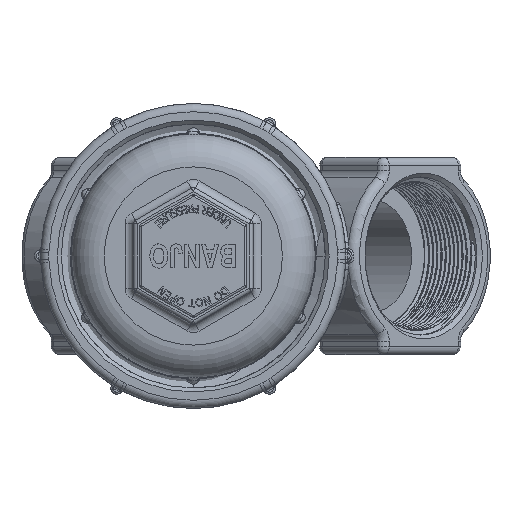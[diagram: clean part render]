
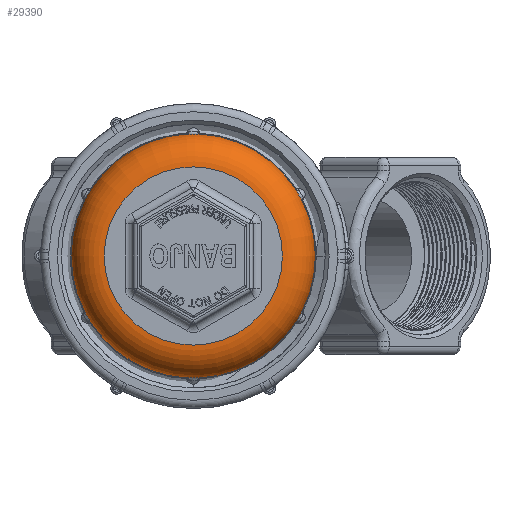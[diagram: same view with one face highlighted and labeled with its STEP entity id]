
A CAD part, front view. The second image highlights one B-rep face of the part: STEP entity #29390.
In plain terms, the highlighted toroidal (fillet/blend) face has major radius 34.319 mm and minor radius 12.7 mm.
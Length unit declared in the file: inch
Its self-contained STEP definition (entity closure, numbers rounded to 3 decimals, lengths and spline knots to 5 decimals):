
#245=TOROIDAL_SURFACE('',#32082,1.35115,0.5);
#2956=FACE_OUTER_BOUND('',#4724,.T.);
#4724=EDGE_LOOP('',(#23159,#23160,#23161,#23162,#23163,#23164,#23165,#23166,
#23167,#23168,#23169,#23170,#23171,#23172,#23173,#23174,#23175,#23176));
#6199=CIRCLE('',#31804,1.85115);
#6200=CIRCLE('',#31805,1.85115);
#6201=CIRCLE('',#31806,1.85115);
#6202=CIRCLE('',#31807,1.85115);
#6203=CIRCLE('',#31808,1.85115);
#6204=CIRCLE('',#31809,1.85115);
#6205=CIRCLE('',#31810,1.85115);
#6235=CIRCLE('',#31860,1.35115);
#6236=CIRCLE('',#31861,1.35115);
#6356=CIRCLE('',#32083,0.5);
#6996=B_SPLINE_CURVE_WITH_KNOTS('',3,(#57048,#57049,#57050,#57051,#57052,
#57053),.UNSPECIFIED.,.F.,.F.,(4,1,1,4),(-0.63023,-0.45016,
-0.2701,0.),.UNSPECIFIED.);
#6999=B_SPLINE_CURVE_WITH_KNOTS('',3,(#57103,#57104,#57105,#57106,#57107,
#57108),.UNSPECIFIED.,.F.,.F.,(4,1,1,4),(-0.63023,-0.45016,
-0.2701,0.),.UNSPECIFIED.);
#7000=B_SPLINE_CURVE_WITH_KNOTS('',3,(#57110,#57111,#57112,#57113,#57114),
 .UNSPECIFIED.,.F.,.F.,(4,1,4),(-2.66043,-2.6155,-2.3454),
 .UNSPECIFIED.);
#7001=B_SPLINE_CURVE_WITH_KNOTS('',3,(#57116,#57117,#57118,#57119,#57120),
 .UNSPECIFIED.,.F.,.F.,(4,1,4),(-2.97563,-2.79557,-2.66043),
 .UNSPECIFIED.);
#7002=B_SPLINE_CURVE_WITH_KNOTS('',3,(#57121,#57122,#57123,#57124,#57125,
#57126),.UNSPECIFIED.,.F.,.F.,(4,1,1,4),(-2.97563,-2.79557,
-2.6155,-2.3454),.UNSPECIFIED.);
#7003=B_SPLINE_CURVE_WITH_KNOTS('',3,(#57127,#57128,#57129,#57130,#57131,
#57132),.UNSPECIFIED.,.F.,.F.,(4,1,1,4),(-2.97563,-2.70553,
-2.52547,-2.3454),.UNSPECIFIED.);
#7004=B_SPLINE_CURVE_WITH_KNOTS('',3,(#57133,#57134,#57135,#57136,#57137,
#57138),.UNSPECIFIED.,.F.,.F.,(4,1,1,4),(-2.97563,-2.70553,
-2.52547,-2.3454),.UNSPECIFIED.);
#13218=VERTEX_POINT('',#55769);
#13219=VERTEX_POINT('',#55771);
#13224=VERTEX_POINT('',#55791);
#13225=VERTEX_POINT('',#55796);
#13230=VERTEX_POINT('',#55817);
#13231=VERTEX_POINT('',#55822);
#13236=VERTEX_POINT('',#55843);
#13237=VERTEX_POINT('',#55848);
#13242=VERTEX_POINT('',#55869);
#13243=VERTEX_POINT('',#55874);
#13248=VERTEX_POINT('',#55895);
#13249=VERTEX_POINT('',#55900);
#13254=VERTEX_POINT('',#55920);
#13299=VERTEX_POINT('',#56204);
#13300=VERTEX_POINT('',#56205);
#13432=VERTEX_POINT('',#57109);
#16641=EDGE_CURVE('',#13218,#13219,#6199,.T.);
#16647=EDGE_CURVE('',#13224,#13225,#6200,.T.);
#16653=EDGE_CURVE('',#13230,#13231,#6201,.T.);
#16659=EDGE_CURVE('',#13236,#13237,#6202,.T.);
#16665=EDGE_CURVE('',#13242,#13243,#6203,.T.);
#16671=EDGE_CURVE('',#13248,#13249,#6204,.T.);
#16677=EDGE_CURVE('',#13254,#13218,#6205,.T.);
#16742=EDGE_CURVE('',#13299,#13300,#6235,.T.);
#16743=EDGE_CURVE('',#13300,#13299,#6236,.T.);
#16976=EDGE_CURVE('',#13237,#13242,#6996,.T.);
#16981=EDGE_CURVE('',#13231,#13236,#6999,.T.);
#16982=EDGE_CURVE('',#13432,#13230,#7000,.T.);
#16983=EDGE_CURVE('',#13432,#13300,#6356,.T.);
#16984=EDGE_CURVE('',#13225,#13432,#7001,.T.);
#16985=EDGE_CURVE('',#13219,#13224,#7002,.T.);
#16986=EDGE_CURVE('',#13249,#13254,#7003,.T.);
#16987=EDGE_CURVE('',#13243,#13248,#7004,.T.);
#23159=ORIENTED_EDGE('',*,*,#16976,.F.);
#23160=ORIENTED_EDGE('',*,*,#16659,.F.);
#23161=ORIENTED_EDGE('',*,*,#16981,.F.);
#23162=ORIENTED_EDGE('',*,*,#16653,.F.);
#23163=ORIENTED_EDGE('',*,*,#16982,.F.);
#23164=ORIENTED_EDGE('',*,*,#16983,.T.);
#23165=ORIENTED_EDGE('',*,*,#16743,.T.);
#23166=ORIENTED_EDGE('',*,*,#16742,.T.);
#23167=ORIENTED_EDGE('',*,*,#16983,.F.);
#23168=ORIENTED_EDGE('',*,*,#16984,.F.);
#23169=ORIENTED_EDGE('',*,*,#16647,.F.);
#23170=ORIENTED_EDGE('',*,*,#16985,.F.);
#23171=ORIENTED_EDGE('',*,*,#16641,.F.);
#23172=ORIENTED_EDGE('',*,*,#16677,.F.);
#23173=ORIENTED_EDGE('',*,*,#16986,.F.);
#23174=ORIENTED_EDGE('',*,*,#16671,.F.);
#23175=ORIENTED_EDGE('',*,*,#16987,.F.);
#23176=ORIENTED_EDGE('',*,*,#16665,.F.);
#29390=ADVANCED_FACE('',(#2956),#245,.T.);
#31804=AXIS2_PLACEMENT_3D('',#55772,#35873,#35874);
#31805=AXIS2_PLACEMENT_3D('',#55797,#35877,#35878);
#31806=AXIS2_PLACEMENT_3D('',#55823,#35881,#35882);
#31807=AXIS2_PLACEMENT_3D('',#55849,#35885,#35886);
#31808=AXIS2_PLACEMENT_3D('',#55875,#35889,#35890);
#31809=AXIS2_PLACEMENT_3D('',#55901,#35893,#35894);
#31810=AXIS2_PLACEMENT_3D('',#55925,#35897,#35898);
#31860=AXIS2_PLACEMENT_3D('',#56206,#36023,#36024);
#31861=AXIS2_PLACEMENT_3D('',#56207,#36025,#36026);
#32082=AXIS2_PLACEMENT_3D('',#57102,#36556,#36557);
#32083=AXIS2_PLACEMENT_3D('',#57115,#36558,#36559);
#35873=DIRECTION('center_axis',(0.,1.,0.));
#35874=DIRECTION('ref_axis',(-1.,0.,0.));
#35877=DIRECTION('center_axis',(0.,1.,0.));
#35878=DIRECTION('ref_axis',(-1.,0.,0.));
#35881=DIRECTION('center_axis',(0.,1.,0.));
#35882=DIRECTION('ref_axis',(-1.,0.,0.));
#35885=DIRECTION('center_axis',(0.,1.,0.));
#35886=DIRECTION('ref_axis',(-1.,0.,0.));
#35889=DIRECTION('center_axis',(0.,1.,0.));
#35890=DIRECTION('ref_axis',(-1.,0.,0.));
#35893=DIRECTION('center_axis',(0.,1.,0.));
#35894=DIRECTION('ref_axis',(-1.,0.,0.));
#35897=DIRECTION('center_axis',(0.,1.,0.));
#35898=DIRECTION('ref_axis',(-1.,0.,0.));
#36023=DIRECTION('center_axis',(0.,1.,0.));
#36024=DIRECTION('ref_axis',(-1.,0.,0.));
#36025=DIRECTION('center_axis',(0.,1.,0.));
#36026=DIRECTION('ref_axis',(-1.,0.,0.));
#36556=DIRECTION('center_axis',(0.,1.,0.));
#36557=DIRECTION('ref_axis',(0.,0.,1.));
#36558=DIRECTION('center_axis',(-1.,0.,0.));
#36559=DIRECTION('ref_axis',(0.,0.,-1.));
#55769=CARTESIAN_POINT('',(1.85115,-2.94,0.));
#55771=CARTESIAN_POINT('',(1.65373,-2.94,-0.83183));
#55772=CARTESIAN_POINT('Origin',(0.,-2.94,0.));
#55791=CARTESIAN_POINT('',(1.54725,-2.94,-1.01625));
#55796=CARTESIAN_POINT('',(0.10647,-2.94,-1.84809));
#55797=CARTESIAN_POINT('Origin',(0.,-2.94,0.));
#55817=CARTESIAN_POINT('',(-0.10647,-2.94,-1.84809));
#55822=CARTESIAN_POINT('',(-1.54725,-2.94,-1.01625));
#55823=CARTESIAN_POINT('Origin',(0.,-2.94,0.));
#55843=CARTESIAN_POINT('',(-1.65373,-2.94,-0.83183));
#55848=CARTESIAN_POINT('',(-1.65373,-2.94,0.83183));
#55849=CARTESIAN_POINT('Origin',(0.,-2.94,0.));
#55869=CARTESIAN_POINT('',(-1.54725,-2.94,1.01625));
#55874=CARTESIAN_POINT('',(-0.10647,-2.94,1.84809));
#55875=CARTESIAN_POINT('Origin',(0.,-2.94,0.));
#55895=CARTESIAN_POINT('',(0.10647,-2.94,1.84809));
#55900=CARTESIAN_POINT('',(1.54725,-2.94,1.01625));
#55901=CARTESIAN_POINT('Origin',(0.,-2.94,0.));
#55920=CARTESIAN_POINT('',(1.65373,-2.94,0.83183));
#55925=CARTESIAN_POINT('Origin',(0.,-2.94,0.));
#56204=CARTESIAN_POINT('',(-1.35115,-3.44,0.));
#56205=CARTESIAN_POINT('',(0.,-3.44,-1.35115));
#56206=CARTESIAN_POINT('Origin',(0.,-3.44,0.));
#56207=CARTESIAN_POINT('Origin',(0.,-3.44,0.));
#57048=CARTESIAN_POINT('Ctrl Pts',(-1.65373,-2.94,
0.83183));
#57049=CARTESIAN_POINT('Ctrl Pts',(-1.64696,-2.95593,0.84529));
#57050=CARTESIAN_POINT('Ctrl Pts',(-1.62773,-2.98081,0.87922));
#57051=CARTESIAN_POINT('Ctrl Pts',(-1.5866,-2.99004,
0.95003));
#57052=CARTESIAN_POINT('Ctrl Pts',(-1.55964,-2.96386,
0.9974));
#57053=CARTESIAN_POINT('Ctrl Pts',(-1.54725,-2.94,
1.01625));
#57102=CARTESIAN_POINT('Origin',(0.,-2.94,0.));
#57103=CARTESIAN_POINT('Ctrl Pts',(-1.54725,-2.94,
-1.01625));
#57104=CARTESIAN_POINT('Ctrl Pts',(-1.55552,-2.95593,
-1.00366));
#57105=CARTESIAN_POINT('Ctrl Pts',(-1.5753,-2.98081,
-0.97004));
#57106=CARTESIAN_POINT('Ctrl Pts',(-1.61605,-2.99004,
-0.89902));
#57107=CARTESIAN_POINT('Ctrl Pts',(-1.64359,-2.96386,
-0.85199));
#57108=CARTESIAN_POINT('Ctrl Pts',(-1.65373,-2.94,
-0.83183));
#57109=CARTESIAN_POINT('',(0.,-2.98459,-1.84916));
#57110=CARTESIAN_POINT('Ctrl Pts',(0.,-2.98446,
-1.84916));
#57111=CARTESIAN_POINT('Ctrl Pts',(-0.00572,-2.98445,
-1.84916));
#57112=CARTESIAN_POINT('Ctrl Pts',(-0.04581,-2.98218,
-1.84915));
#57113=CARTESIAN_POINT('Ctrl Pts',(-0.08395,-2.96386,
-1.84938));
#57114=CARTESIAN_POINT('Ctrl Pts',(-0.10647,-2.94,
-1.84809));
#57115=CARTESIAN_POINT('Origin',(0.,-2.94,-1.35115));
#57116=CARTESIAN_POINT('Ctrl Pts',(0.10647,-2.94,
-1.84809));
#57117=CARTESIAN_POINT('Ctrl Pts',(0.09143,-2.95593,
-1.84895));
#57118=CARTESIAN_POINT('Ctrl Pts',(0.0573,-2.97771,
-1.84923));
#57119=CARTESIAN_POINT('Ctrl Pts',(0.0172,-2.98446,
-1.84917));
#57120=CARTESIAN_POINT('Ctrl Pts',(0.,-2.98446,
-1.84916));
#57121=CARTESIAN_POINT('Ctrl Pts',(1.65373,-2.94,-0.83183));
#57122=CARTESIAN_POINT('Ctrl Pts',(1.64696,-2.95593,-0.84529));
#57123=CARTESIAN_POINT('Ctrl Pts',(1.62773,-2.98081,-0.87922));
#57124=CARTESIAN_POINT('Ctrl Pts',(1.5866,-2.99004,-0.95003));
#57125=CARTESIAN_POINT('Ctrl Pts',(1.55964,-2.96386,-0.9974));
#57126=CARTESIAN_POINT('Ctrl Pts',(1.54725,-2.94,-1.01625));
#57127=CARTESIAN_POINT('Ctrl Pts',(1.54725,-2.94,1.01625));
#57128=CARTESIAN_POINT('Ctrl Pts',(1.55966,-2.9639,0.99736));
#57129=CARTESIAN_POINT('Ctrl Pts',(1.58661,-2.99004,0.95002));
#57130=CARTESIAN_POINT('Ctrl Pts',(1.62773,-2.98083,0.87922));
#57131=CARTESIAN_POINT('Ctrl Pts',(1.64697,-2.9559,0.84527));
#57132=CARTESIAN_POINT('Ctrl Pts',(1.65373,-2.94,0.83183));
#57133=CARTESIAN_POINT('Ctrl Pts',(-0.10647,-2.94,
1.84809));
#57134=CARTESIAN_POINT('Ctrl Pts',(-0.08391,-2.9639,
1.84939));
#57135=CARTESIAN_POINT('Ctrl Pts',(-0.02944,-2.99003,
1.84905));
#57136=CARTESIAN_POINT('Ctrl Pts',(0.05244,-2.98083,
1.84927));
#57137=CARTESIAN_POINT('Ctrl Pts',(0.09146,-2.9559,
1.84895));
#57138=CARTESIAN_POINT('Ctrl Pts',(0.10647,-2.94,
1.84809));
